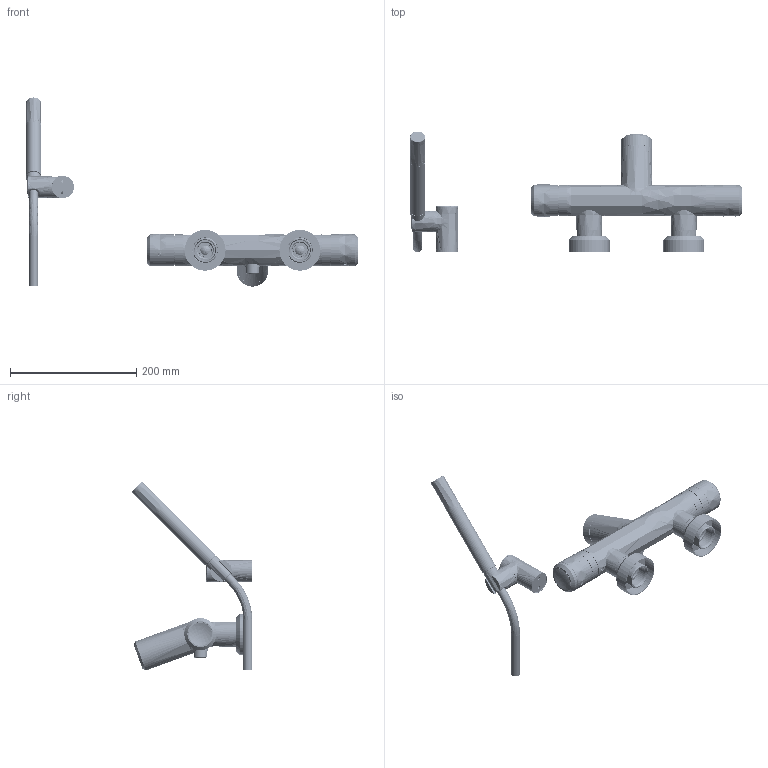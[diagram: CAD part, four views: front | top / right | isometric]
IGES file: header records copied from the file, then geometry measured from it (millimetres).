
Start section: START RECORD GO HERE.
Global section: file name: CR D2102 0 x rendering.igs; native system: DASSAULT SYSTEMES CATIA Version 5-6 Release 2013 - www.3ds.com; preprocessor: V5-6R2013_5.23.3.0.09-04-2013.20.00; author: AdrianoZ; organization: HUBER; date: 20201008.141211; units: millimetre
Bounding box: 525.5 x 190.79 x 299.32 mm (x, y, z)
Volume: 654854.2 mm3; surface area: 498014.8 mm2
Topology: 121 solids, 145 shells, 9418 faces, 24343 edges, 15051 vertices
Faces by surface type: revolution 5517, plane 2932, bspline 962, extrusion 7
